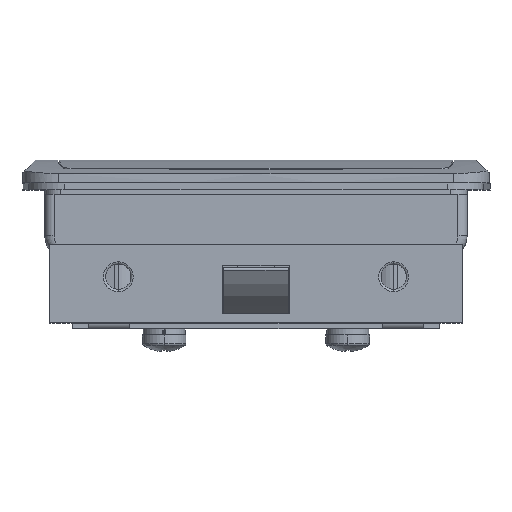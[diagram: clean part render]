
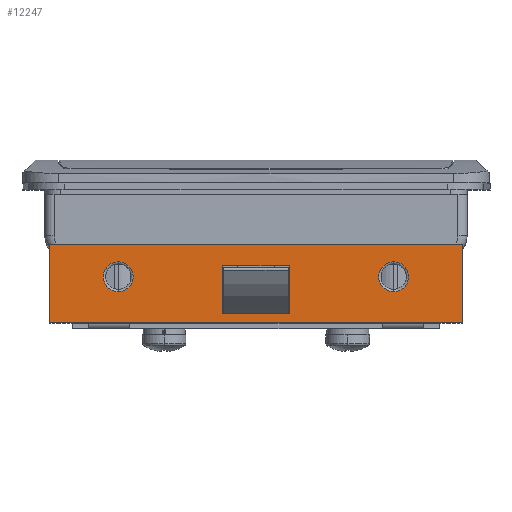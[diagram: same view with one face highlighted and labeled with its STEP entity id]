
A CAD part, top view. The second image highlights one B-rep face of the part: STEP entity #12247.
In plain terms, the highlighted face is planar.
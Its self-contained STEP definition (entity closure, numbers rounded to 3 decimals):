
#316 = VERTEX_POINT ( 'NONE', #2193 ) ;
#317 = VERTEX_POINT ( 'NONE', #2194 ) ;
#321 = VERTEX_POINT ( 'NONE', #2198 ) ;
#322 = VERTEX_POINT ( 'NONE', #2199 ) ;
#407 = VERTEX_POINT ( 'NONE', #2284 ) ;
#408 = VERTEX_POINT ( 'NONE', #2285 ) ;
#435 = VERTEX_POINT ( 'NONE', #2312 ) ;
#439 = VERTEX_POINT ( 'NONE', #2316 ) ;
#440 = VERTEX_POINT ( 'NONE', #2317 ) ;
#441 = VERTEX_POINT ( 'NONE', #2318 ) ;
#442 = VERTEX_POINT ( 'NONE', #2319 ) ;
#443 = VERTEX_POINT ( 'NONE', #2320 ) ;
#2193 = CARTESIAN_POINT ( 'NONE',  ( 30., 3.25, 0. ) ) ;
#2194 = CARTESIAN_POINT ( 'NONE',  ( 30., -3.25, 0. ) ) ;
#2198 = CARTESIAN_POINT ( 'NONE',  ( -30., 3.25, 0. ) ) ;
#2199 = CARTESIAN_POINT ( 'NONE',  ( -30., -3.25, 0. ) ) ;
#2284 = CARTESIAN_POINT ( 'NONE',  ( 7.25, -8., 0. ) ) ;
#2285 = CARTESIAN_POINT ( 'NONE',  ( -7.25, -8., 0. ) ) ;
#2312 = CARTESIAN_POINT ( 'NONE',  ( 45., -10., 0. ) ) ;
#2316 = CARTESIAN_POINT ( 'NONE',  ( -45., -10., 0. ) ) ;
#2317 = CARTESIAN_POINT ( 'NONE',  ( 7.25, 2.5, 0. ) ) ;
#2318 = CARTESIAN_POINT ( 'NONE',  ( -7.25, 2.5, 0. ) ) ;
#2319 = CARTESIAN_POINT ( 'NONE',  ( -45., 7., 0. ) ) ;
#2320 = CARTESIAN_POINT ( 'NONE',  ( 45., 7., 0. ) ) ;
#4844 = LINE ( 'NONE', #4845, #15998 ) ;
#4845 = CARTESIAN_POINT ( 'NONE',  ( 7.25, -8., 0. ) ) ;
#4846 = DIRECTION ( 'NONE',  ( -1., 0., 0. ) ) ;
#5008 = CARTESIAN_POINT ( 'NONE',  ( -30., 0., 0. ) ) ;
#5012 = LINE ( 'NONE', #5013, #16054 ) ;
#5013 = CARTESIAN_POINT ( 'NONE',  ( 45., -10., 0. ) ) ;
#5014 = DIRECTION ( 'NONE',  ( -1., 0., 0. ) ) ;
#5015 = DIRECTION ( 'NONE',  ( 0., 0., 1. ) ) ;
#5016 = DIRECTION ( 'NONE',  ( 0., -1., 0. ) ) ;
#5017 = CARTESIAN_POINT ( 'NONE',  ( 30., 0., 0. ) ) ;
#5018 = DIRECTION ( 'NONE',  ( 0., 0., 1. ) ) ;
#5019 = DIRECTION ( 'NONE',  ( 0., -1., 0. ) ) ;
#5021 = LINE ( 'NONE', #5022, #16056 ) ;
#5022 = CARTESIAN_POINT ( 'NONE',  ( 7.25, 2.5, 0. ) ) ;
#5023 = DIRECTION ( 'NONE',  ( 0., -1., 0. ) ) ;
#5024 = LINE ( 'NONE', #5025, #16057 ) ;
#5025 = CARTESIAN_POINT ( 'NONE',  ( 7.25, 2.5, 0. ) ) ;
#5026 = DIRECTION ( 'NONE',  ( 1., 0., 0. ) ) ;
#5027 = LINE ( 'NONE', #5028, #16058 ) ;
#5028 = CARTESIAN_POINT ( 'NONE',  ( 45., 7., 0. ) ) ;
#5029 = DIRECTION ( 'NONE',  ( -1., 0., 0. ) ) ;
#5030 = LINE ( 'NONE', #5031, #16059 ) ;
#5031 = CARTESIAN_POINT ( 'NONE',  ( -7.25, 2.5, 0. ) ) ;
#5032 = DIRECTION ( 'NONE',  ( 0., 1., 0. ) ) ;
#5033 = LINE ( 'NONE', #5034, #16060 ) ;
#5034 = CARTESIAN_POINT ( 'NONE',  ( -45., 7., 0. ) ) ;
#5035 = DIRECTION ( 'NONE',  ( 0., 1., 0. ) ) ;
#5036 = LINE ( 'NONE', #5037, #16061 ) ;
#5037 = CARTESIAN_POINT ( 'NONE',  ( 45., 7., 0. ) ) ;
#5038 = DIRECTION ( 'NONE',  ( 0., 1., 0. ) ) ;
#6994 = EDGE_CURVE ( 'NONE', #407, #408, #4844, .T. ) ;
#7050 = EDGE_CURVE ( 'NONE', #435, #439, #5012, .T. ) ;
#7051 = EDGE_CURVE ( 'NONE', #321, #322, #16544, .T. ) ;
#7052 = EDGE_CURVE ( 'NONE', #316, #317, #16545, .T. ) ;
#7053 = EDGE_CURVE ( 'NONE', #440, #407, #5021, .T. ) ;
#7054 = EDGE_CURVE ( 'NONE', #441, #440, #5024, .T. ) ;
#7055 = EDGE_CURVE ( 'NONE', #443, #442, #5027, .T. ) ;
#7056 = EDGE_CURVE ( 'NONE', #408, #441, #5030, .T. ) ;
#7057 = EDGE_CURVE ( 'NONE', #439, #442, #5033, .T. ) ;
#7058 = EDGE_CURVE ( 'NONE', #435, #443, #5036, .T. ) ;
#7485 = CIRCLE ( 'NONE', #12629, 3.25 ) ;
#7490 = CIRCLE ( 'NONE', #13806, 3.25 ) ;
#7853 = ORIENTED_EDGE ( 'NONE', *, *, #17018, .T. ) ;
#7854 = ORIENTED_EDGE ( 'NONE', *, *, #7054, .F. ) ;
#7855 = ORIENTED_EDGE ( 'NONE', *, *, #7051, .T. ) ;
#7856 = ORIENTED_EDGE ( 'NONE', *, *, #7052, .T. ) ;
#7857 = ORIENTED_EDGE ( 'NONE', *, *, #17013, .T. ) ;
#7858 = ORIENTED_EDGE ( 'NONE', *, *, #7053, .F. ) ;
#7859 = ORIENTED_EDGE ( 'NONE', *, *, #6994, .F. ) ;
#7860 = ORIENTED_EDGE ( 'NONE', *, *, #7056, .F. ) ;
#7861 = ORIENTED_EDGE ( 'NONE', *, *, #7057, .T. ) ;
#7862 = ORIENTED_EDGE ( 'NONE', *, *, #7058, .F. ) ;
#7863 = ORIENTED_EDGE ( 'NONE', *, *, #7055, .F. ) ;
#7864 = ORIENTED_EDGE ( 'NONE', *, *, #7050, .T. ) ;
#7954 = EDGE_LOOP ( 'NONE', ( #7853, #7855 ) ) ;
#7955 = EDGE_LOOP ( 'NONE', ( #7857, #7856 ) ) ;
#7956 = EDGE_LOOP ( 'NONE', ( #7859, #7858, #7854, #7860 ) ) ;
#7957 = EDGE_LOOP ( 'NONE', ( #7861, #7863, #7862, #7864 ) ) ;
#9577 = PLANE ( 'NONE',  #10272 ) ;
#9578 = CARTESIAN_POINT ( 'NONE',  ( 45., 7., 0. ) ) ;
#9579 = DIRECTION ( 'NONE',  ( 0., 0., 1. ) ) ;
#9580 = DIRECTION ( 'NONE',  ( 0., -1., 0. ) ) ;
#10272 = AXIS2_PLACEMENT_3D ( 'NONE', #9578, #9579, #9580 ) ;
#10294 = FACE_BOUND ( 'NONE', #7955, .T. ) ;
#10296 = FACE_BOUND ( 'NONE', #7954, .T. ) ;
#10304 = FACE_BOUND ( 'NONE', #7956, .T. ) ;
#10306 = FACE_OUTER_BOUND ( 'NONE', #7957, .T. ) ;
#12247 = ADVANCED_FACE ( 'NONE', ( #10296, #10294, #10304, #10306 ), #9577, .F. ) ;
#12629 = AXIS2_PLACEMENT_3D ( 'NONE', #13666, #13667, #13668 ) ;
#13666 = CARTESIAN_POINT ( 'NONE',  ( 30., 0., 0. ) ) ;
#13667 = DIRECTION ( 'NONE',  ( 0., 0., 1. ) ) ;
#13668 = DIRECTION ( 'NONE',  ( 0., -1., 0. ) ) ;
#13681 = CARTESIAN_POINT ( 'NONE',  ( -30., 0., 0. ) ) ;
#13682 = DIRECTION ( 'NONE',  ( 0., 0., 1. ) ) ;
#13683 = DIRECTION ( 'NONE',  ( 0., -1., 0. ) ) ;
#13806 = AXIS2_PLACEMENT_3D ( 'NONE', #13681, #13682, #13683 ) ;
#15998 = VECTOR ( 'NONE', #4846, 1000. ) ;
#16053 = AXIS2_PLACEMENT_3D ( 'NONE', #5008, #5015, #5016 ) ;
#16054 = VECTOR ( 'NONE', #5014, 1000. ) ;
#16055 = AXIS2_PLACEMENT_3D ( 'NONE', #5017, #5018, #5019 ) ;
#16056 = VECTOR ( 'NONE', #5023, 1000. ) ;
#16057 = VECTOR ( 'NONE', #5026, 1000. ) ;
#16058 = VECTOR ( 'NONE', #5029, 1000. ) ;
#16059 = VECTOR ( 'NONE', #5032, 1000. ) ;
#16060 = VECTOR ( 'NONE', #5035, 1000. ) ;
#16061 = VECTOR ( 'NONE', #5038, 1000. ) ;
#16544 = CIRCLE ( 'NONE', #16053, 3.25 ) ;
#16545 = CIRCLE ( 'NONE', #16055, 3.25 ) ;
#17013 = EDGE_CURVE ( 'NONE', #317, #316, #7485, .T. ) ;
#17018 = EDGE_CURVE ( 'NONE', #322, #321, #7490, .T. ) ;
